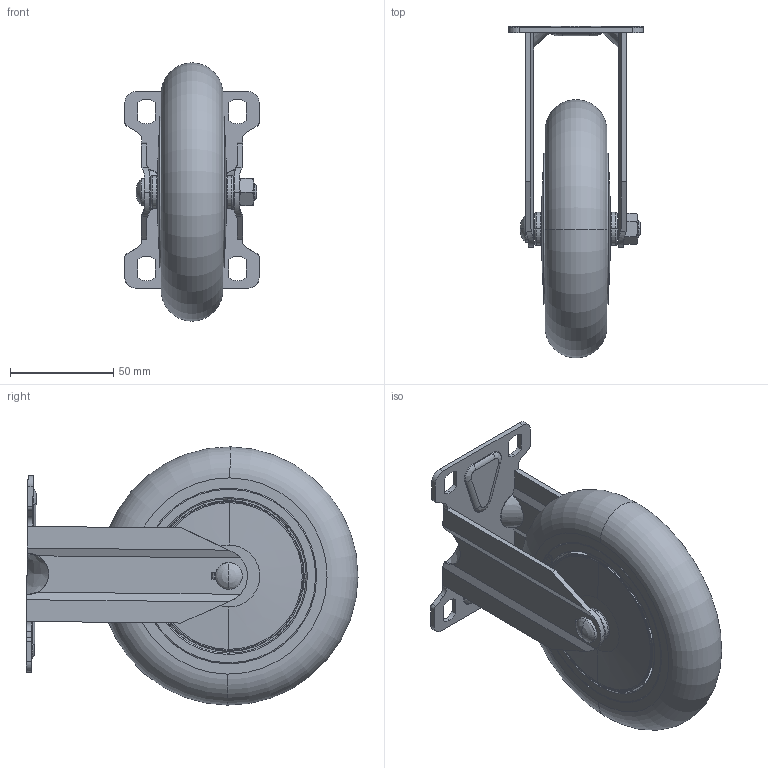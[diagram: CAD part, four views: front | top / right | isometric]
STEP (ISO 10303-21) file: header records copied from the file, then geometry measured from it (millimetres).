
FILE_DESCRIPTION (( 'STEP AP203' ), '1' );
FILE_NAME ('ACLU-127RF.STEP', '2019-03-12T02:28:29', ( '' ), ( '' ), 'SwSTEP 2.0', 'SolidWorks 2018', '' );
FILE_SCHEMA (( 'CONFIG_CONTROL_DESIGN' ));
Length unit declared in the file: millimetre
Products named in the file (3): ACLU-127RF FRAME; ACLU-127 WHEEL assy; ACLU-127RF
Assembly tree (2 placements, depth 2):
  ACLU-127RF
    ACLU-127RF FRAME
    ACLU-127 WHEEL assy
Bounding box: 65 x 160.69 x 124.99 mm (x, y, z)
Volume: 305152.7 mm3; surface area: 122091.9 mm2
Topology: 6 solids, 11 shells, 831 faces, 2274 edges, 1483 vertices
Faces by surface type: plane 399, cylinder 229, bspline 123, torus 44, cone 36
Entity records: 35367 total; most frequent: CARTESIAN_POINT 14933, ORIENTED_EDGE 4520, DIRECTION 3759, EDGE_CURVE 2268, VERTEX_POINT 1483, AXIS2_PLACEMENT_3D 1293, LINE 1173, VECTOR 1173
